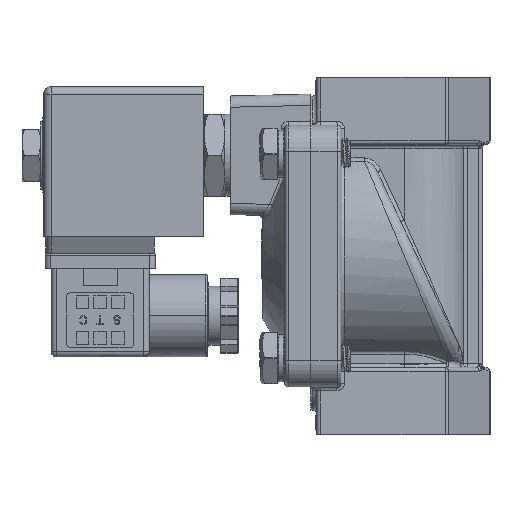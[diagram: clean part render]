
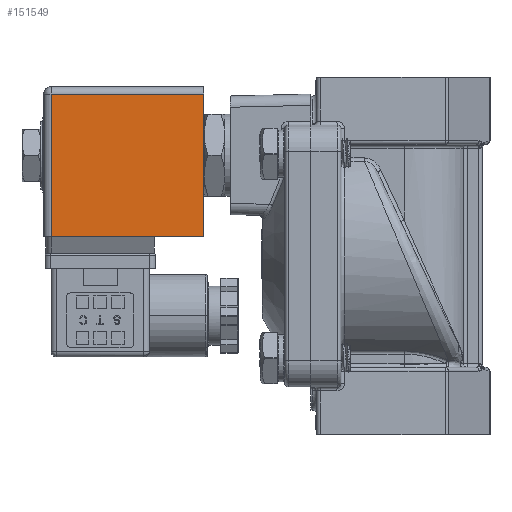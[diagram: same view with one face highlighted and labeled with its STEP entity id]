
A CAD part, left-side view. The second image highlights one B-rep face of the part: STEP entity #151549.
In plain terms, the highlighted planar face has unit normal (-1, 0, 0).
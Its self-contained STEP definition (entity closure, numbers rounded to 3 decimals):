
#9686 = EDGE_CURVE ( 'NONE', #130459, #43011, #62824, .T. ) ;
#11138 = LINE ( 'NONE', #13012, #39778 ) ;
#13012 = CARTESIAN_POINT ( 'NONE',  ( -17.925, 76.7, 43.22 ) ) ;
#20473 = CARTESIAN_POINT ( 'NONE',  ( -17.925, 76.7, 43.22 ) ) ;
#23776 = CARTESIAN_POINT ( 'NONE',  ( -17.925, 76.7, 5.22 ) ) ;
#30725 = ORIENTED_EDGE ( 'NONE', *, *, #146603, .T. ) ;
#31696 = CARTESIAN_POINT ( 'NONE',  ( -17.925, 76.7, 5.22 ) ) ;
#39778 = VECTOR ( 'NONE', #87949, 1000. ) ;
#43011 = VERTEX_POINT ( 'NONE', #20473 ) ;
#48317 = CARTESIAN_POINT ( 'NONE',  ( -17.925, 76.7, 5.22 ) ) ;
#51333 = VECTOR ( 'NONE', #121850, 1000. ) ;
#52872 = ORIENTED_EDGE ( 'NONE', *, *, #9686, .T. ) ;
#53312 = FACE_OUTER_BOUND ( 'NONE', #63842, .T. ) ;
#58948 = CARTESIAN_POINT ( 'NONE',  ( -17.925, 117.4, 5.22 ) ) ;
#60682 = DIRECTION ( 'NONE',  ( 0., 0., 1. ) ) ;
#62824 = LINE ( 'NONE', #69919, #128088 ) ;
#63842 = EDGE_LOOP ( 'NONE', ( #105190, #52872, #153294, #30725 ) ) ;
#69919 = CARTESIAN_POINT ( 'NONE',  ( -17.925, 76.7, 5.22 ) ) ;
#82210 = DIRECTION ( 'NONE',  ( 0., 0., 1. ) ) ;
#87853 = LINE ( 'NONE', #23776, #51333 ) ;
#87949 = DIRECTION ( 'NONE',  ( 0., 1., 0. ) ) ;
#89272 = VERTEX_POINT ( 'NONE', #120666 ) ;
#96777 = CARTESIAN_POINT ( 'NONE',  ( -17.925, 117.4, 5.22 ) ) ;
#105190 = ORIENTED_EDGE ( 'NONE', *, *, #135490, .T. ) ;
#109018 = AXIS2_PLACEMENT_3D ( 'NONE', #48317, #134126, #60682 ) ;
#120666 = CARTESIAN_POINT ( 'NONE',  ( -17.925, 117.4, 43.22 ) ) ;
#121850 = DIRECTION ( 'NONE',  ( 0., -1., 0. ) ) ;
#128088 = VECTOR ( 'NONE', #82210, 1000. ) ;
#130459 = VERTEX_POINT ( 'NONE', #31696 ) ;
#130708 = VERTEX_POINT ( 'NONE', #58948 ) ;
#134126 = DIRECTION ( 'NONE',  ( -1., 0., 0. ) ) ;
#135490 = EDGE_CURVE ( 'NONE', #130708, #130459, #87853, .T. ) ;
#145042 = DIRECTION ( 'NONE',  ( 0., 0., -1. ) ) ;
#146603 = EDGE_CURVE ( 'NONE', #89272, #130708, #156339, .T. ) ;
#151549 = ADVANCED_FACE ( 'NONE', ( #53312 ), #158278, .T. ) ;
#151777 = EDGE_CURVE ( 'NONE', #43011, #89272, #11138, .T. ) ;
#152468 = VECTOR ( 'NONE', #145042, 1000. ) ;
#153294 = ORIENTED_EDGE ( 'NONE', *, *, #151777, .T. ) ;
#156339 = LINE ( 'NONE', #96777, #152468 ) ;
#158278 = PLANE ( 'NONE',  #109018 ) ;
